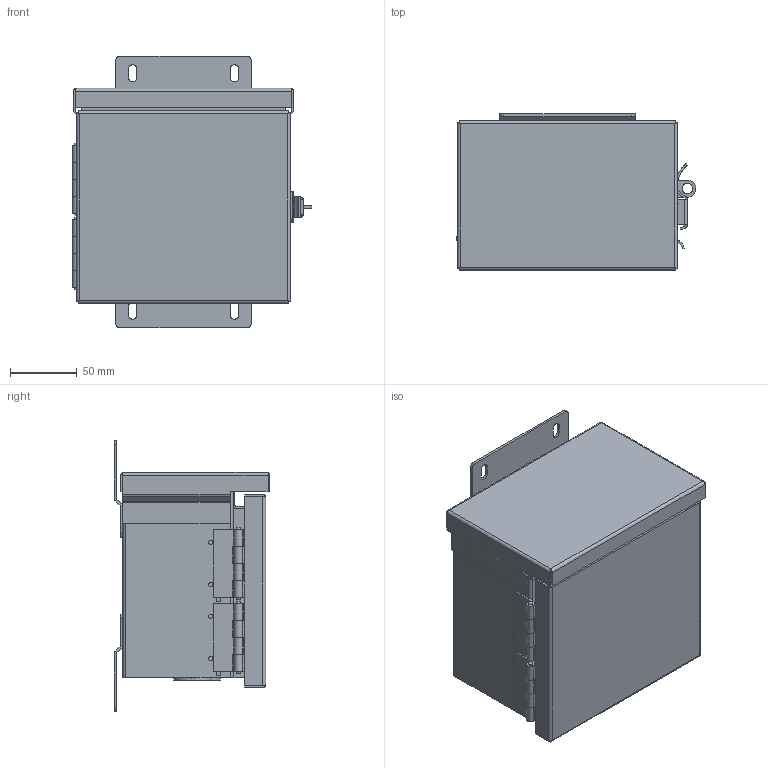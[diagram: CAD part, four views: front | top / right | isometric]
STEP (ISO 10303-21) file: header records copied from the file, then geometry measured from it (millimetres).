
FILE_DESCRIPTION (( 'STEP AP203' ), '1' );
FILE_NAME ('C3R664HCR_Default.step', '2019-11-12T21:14:02', ( '' ), ( '' ), 'SwSTEP 2.0', 'SolidWorks 2019', '' );
FILE_SCHEMA (( 'CONFIG_CONTROL_DESIGN' ));
Length unit declared in the file: inch
Products named in the file (1): C3R664HCR_Default
Bounding box: 179.58 x 116.83 x 203.2 mm (x, y, z)
Volume: 302413.1 mm3; surface area: 374925.1 mm2
Topology: 31 solids, 31 shells, 841 faces, 2180 edges, 1404 vertices
Faces by surface type: plane 493, cylinder 293, bspline 31, cone 24
Entity records: 26854 total; most frequent: CARTESIAN_POINT 6078, ORIENTED_EDGE 4328, DIRECTION 4282, EDGE_CURVE 2164, LINE 1472, VECTOR 1472, AXIS2_PLACEMENT_3D 1405, VERTEX_POINT 1404
